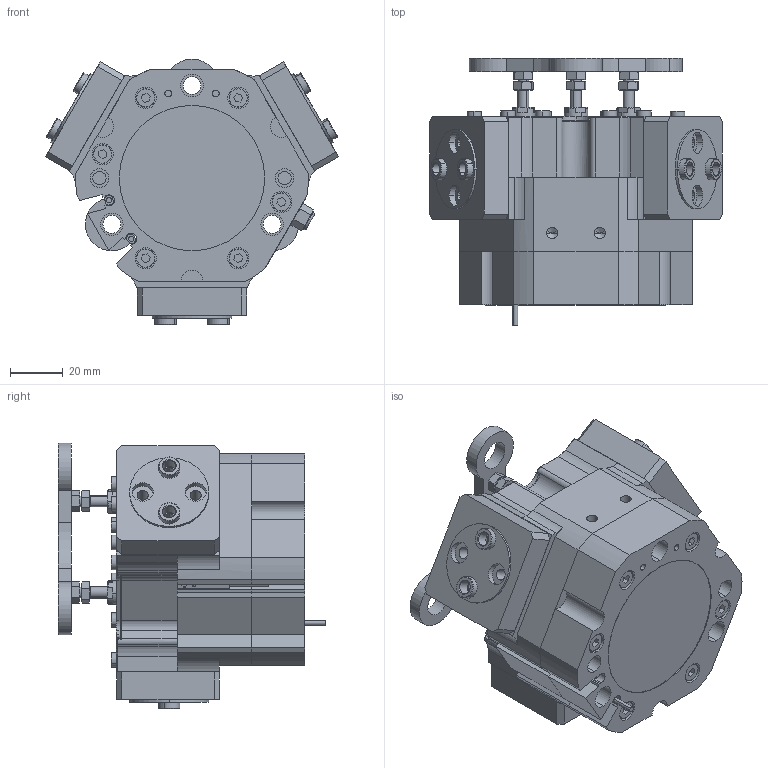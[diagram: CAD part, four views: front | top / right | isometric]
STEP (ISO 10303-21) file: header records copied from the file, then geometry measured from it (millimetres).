
FILE_DESCRIPTION (( 'STEP AP203' ), '1' );
FILE_NAME ('TZF55-C-NC.STEP', '2026-03-27T07:41:12', ( '' ), ( '' ), 'SwSTEP 2.0', 'SolidWorks 2018', '' );
FILE_SCHEMA (( 'CONFIG_CONTROL_DESIGN' ));
Length unit declared in the file: millimetre
Products named in the file (16): 錨璃3; TZF55-M-01 褲极; FZF55-M-09 芢啣; ﾏ擎ﾗ8｡ﾁ5｡ﾁ5; FZ55-100-NC-01 赻坶菁裔啣; TZF55-C-NC; TZF55-M-05 耜猾极; 内六角圆柱头螺钉[GBT70_1-2008][M4×20]; GBT 6170M4; 棠羲換覜ん; TZF55-M-06 忒硌薊极-1; 25x10-R5; TZF55-M-09 芢裝; TZF55-M-06 笢猾啣; BSLMM5; TZF42-M-10-1 蹟恇唅极
Assembly tree (53 placements, depth 2):
  TZF55-C-NC
    TZF55-M-01 褲极
    TZF55-M-05 耜猾极  x3
    TZF55-M-06 忒硌薊极-1  x3
    TZF55-M-06 笢猾啣
    TZF42-M-10-1 蹟恇唅极  x3
    FZF55-M-09 芢啣
    錨璃3  x15
    TZF55-M-09 芢裝  x3
    BSLMM5
    25x10-R5
    棠羲換覜ん  x2
    GBT 6170M4  x6
    FZ55-100-NC-01 赻坶菁裔啣
    内六角圆柱头螺钉[GBT70_1-2008][M4×20]  x6
    ﾏ擎ﾗ8｡ﾁ5｡ﾁ5  x6
Bounding box: 110.82 x 101.23 x 100.46 mm (x, y, z)
Volume: 368323.1 mm3; surface area: 110786.2 mm2
Topology: 53 solids, 53 shells, 1771 faces, 4371 edges, 2796 vertices
Faces by surface type: plane 759, cylinder 571, cone 258, bspline 155, torus 26, sphere 2
Entity records: 44936 total; most frequent: CARTESIAN_POINT 13060, ORIENTED_EDGE 6188, DIRECTION 5780, EDGE_CURVE 3094, VERTEX_POINT 2026, AXIS2_PLACEMENT_3D 1964, LINE 1852, VECTOR 1852
